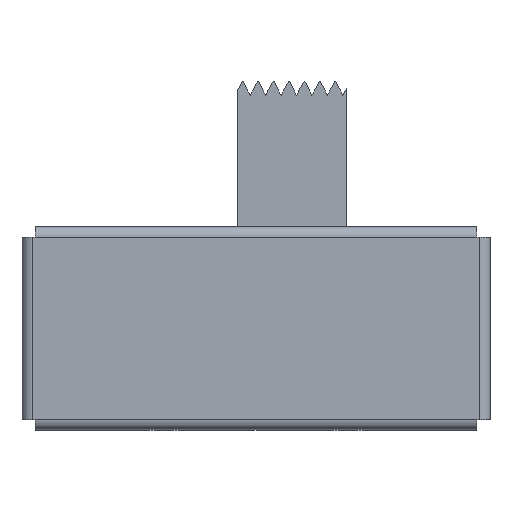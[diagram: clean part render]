
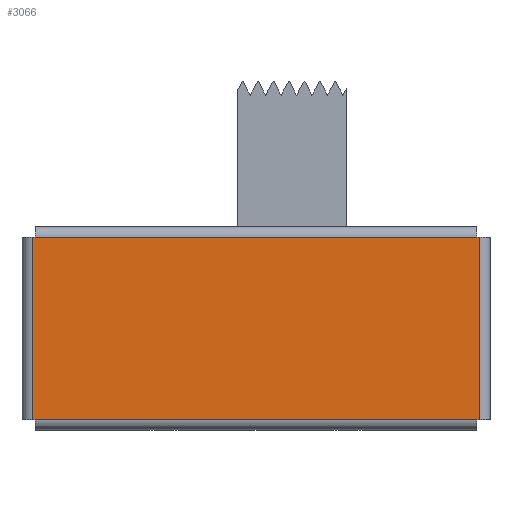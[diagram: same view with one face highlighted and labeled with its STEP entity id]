
A CAD part, top view. The second image highlights one B-rep face of the part: STEP entity #3066.
In plain terms, the highlighted planar face has unit normal (0, 0, 1).
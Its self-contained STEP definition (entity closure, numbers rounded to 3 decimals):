
#263=ORIENTED_EDGE('',*,*,#839,.T.);
#264=ORIENTED_EDGE('',*,*,#842,.T.);
#265=ORIENTED_EDGE('',*,*,#845,.T.);
#266=ORIENTED_EDGE('',*,*,#847,.T.);
#267=ORIENTED_EDGE('',*,*,#848,.T.);
#268=ORIENTED_EDGE('',*,*,#849,.T.);
#269=ORIENTED_EDGE('',*,*,#850,.T.);
#270=ORIENTED_EDGE('',*,*,#851,.T.);
#271=ORIENTED_EDGE('',*,*,#852,.T.);
#272=ORIENTED_EDGE('',*,*,#853,.T.);
#273=ORIENTED_EDGE('',*,*,#827,.T.);
#274=ORIENTED_EDGE('',*,*,#854,.T.);
#827=EDGE_CURVE('',#1129,#1131,#1370,.T.);
#839=EDGE_CURVE('',#1138,#1142,#1381,.T.);
#842=EDGE_CURVE('',#1142,#1144,#1383,.T.);
#845=EDGE_CURVE('',#1144,#1147,#1386,.T.);
#847=EDGE_CURVE('',#1147,#1148,#1388,.T.);
#848=EDGE_CURVE('',#1148,#1149,#1389,.T.);
#849=EDGE_CURVE('',#1149,#1150,#1390,.T.);
#850=EDGE_CURVE('',#1150,#1151,#1391,.T.);
#851=EDGE_CURVE('',#1151,#1152,#1392,.T.);
#852=EDGE_CURVE('',#1152,#1153,#1393,.T.);
#853=EDGE_CURVE('',#1153,#1129,#1394,.T.);
#854=EDGE_CURVE('',#1131,#1138,#1395,.T.);
#1129=VERTEX_POINT('',#4102);
#1131=VERTEX_POINT('',#4106);
#1138=VERTEX_POINT('',#4124);
#1142=VERTEX_POINT('',#4131);
#1144=VERTEX_POINT('',#4137);
#1147=VERTEX_POINT('',#4144);
#1148=VERTEX_POINT('',#4149);
#1149=VERTEX_POINT('',#4151);
#1150=VERTEX_POINT('',#4153);
#1151=VERTEX_POINT('',#4155);
#1152=VERTEX_POINT('',#4157);
#1153=VERTEX_POINT('',#4159);
#1370=LINE('',#4107,#1655);
#1381=LINE('',#4132,#1666);
#1383=LINE('',#4138,#1668);
#1386=LINE('',#4145,#1671);
#1388=LINE('',#4148,#1673);
#1389=LINE('',#4150,#1674);
#1390=LINE('',#4152,#1675);
#1391=LINE('',#4154,#1676);
#1392=LINE('',#4156,#1677);
#1393=LINE('',#4158,#1678);
#1394=LINE('',#4160,#1679);
#1395=LINE('',#4161,#1680);
#1655=VECTOR('',#3467,1000.);
#1666=VECTOR('',#3484,1000.);
#1668=VECTOR('',#3490,1000.);
#1671=VECTOR('',#3495,1000.);
#1673=VECTOR('',#3499,1000.);
#1674=VECTOR('',#3500,1000.);
#1675=VECTOR('',#3501,1000.);
#1676=VECTOR('',#3502,1000.);
#1677=VECTOR('',#3503,1000.);
#1678=VECTOR('',#3504,1000.);
#1679=VECTOR('',#3505,1000.);
#1680=VECTOR('',#3506,1000.);
#1891=EDGE_LOOP('',(#263,#264,#265,#266,#267,#268,#269,#270,#271,#272,#273,
#274));
#2014=FACE_BOUND('',#1891,.T.);
#2133=PLANE('',#3195);
#3066=ADVANCED_FACE('',(#2014),#2133,.T.);
#3195=AXIS2_PLACEMENT_3D('',#4147,#3497,#3498);
#3467=DIRECTION('',(0.,-1.,0.));
#3484=DIRECTION('',(0.,-1.,0.));
#3490=DIRECTION('',(1.,0.,0.));
#3495=DIRECTION('',(0.,1.,0.));
#3497=DIRECTION('',(0.,0.,1.));
#3498=DIRECTION('',(1.,0.,0.));
#3499=DIRECTION('',(1.,0.,0.));
#3500=DIRECTION('',(0.,1.,0.));
#3501=DIRECTION('',(-1.,0.,0.));
#3502=DIRECTION('',(0.,1.,0.));
#3503=DIRECTION('',(-1.,0.,0.));
#3504=DIRECTION('',(0.,-1.,0.));
#3505=DIRECTION('',(-1.,0.,0.));
#3506=DIRECTION('',(1.,0.,0.));
#4102=CARTESIAN_POINT('',(-6.162,2.508,-0.8));
#4106=CARTESIAN_POINT('',(-6.162,-2.508,-0.8));
#4107=CARTESIAN_POINT('',(-6.162,0.,-0.8));
#4124=CARTESIAN_POINT('',(-6.086,-2.508,-0.8));
#4131=CARTESIAN_POINT('',(-6.086,-2.512,-0.8));
#4132=CARTESIAN_POINT('',(-6.086,0.3,-0.8));
#4137=CARTESIAN_POINT('',(6.086,-2.512,-0.8));
#4138=CARTESIAN_POINT('',(0.,-2.512,-0.8));
#4144=CARTESIAN_POINT('',(6.086,-2.508,-0.8));
#4145=CARTESIAN_POINT('',(6.086,0.3,-0.8));
#4147=CARTESIAN_POINT('',(0.,0.,-0.8));
#4148=CARTESIAN_POINT('',(2.168,-2.508,-0.8));
#4149=CARTESIAN_POINT('',(6.162,-2.508,-0.8));
#4150=CARTESIAN_POINT('',(6.162,0.,-0.8));
#4151=CARTESIAN_POINT('',(6.162,2.508,-0.8));
#4152=CARTESIAN_POINT('',(2.168,2.508,-0.8));
#4153=CARTESIAN_POINT('',(6.086,2.508,-0.8));
#4154=CARTESIAN_POINT('',(6.086,-0.65,-0.8));
#4155=CARTESIAN_POINT('',(6.086,2.512,-0.8));
#4156=CARTESIAN_POINT('',(0.,2.512,-0.8));
#4157=CARTESIAN_POINT('',(-6.086,2.512,-0.8));
#4158=CARTESIAN_POINT('',(-6.086,-0.65,-0.8));
#4159=CARTESIAN_POINT('',(-6.086,2.508,-0.8));
#4160=CARTESIAN_POINT('',(-0.9,2.508,-0.8));
#4161=CARTESIAN_POINT('',(-0.9,-2.508,-0.8));
